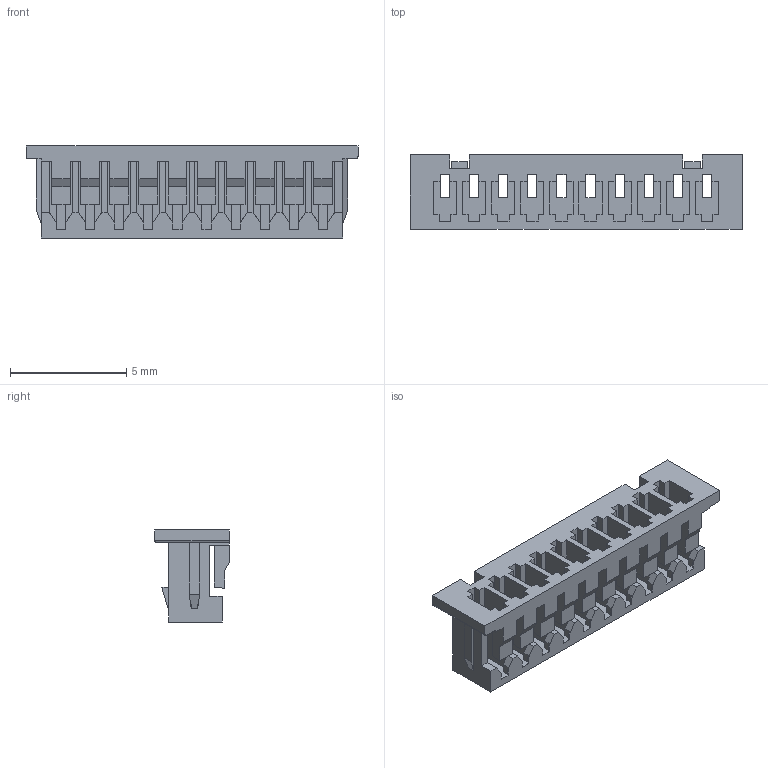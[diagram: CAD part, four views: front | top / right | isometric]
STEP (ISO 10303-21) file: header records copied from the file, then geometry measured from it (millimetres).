
FILE_DESCRIPTION(/* description */ ('Unknown'),/* implementation_level */ '2;1');
FILE_NAME(/* name */ '653010113322',/* time_stamp */ '2018-06-01T10:44:34+02:00',/* author */ ('Unknown'),/* organization */ ('Unknown'),/* preprocessor_version */ 'ST-DEVELOPER v16.7',/* originating_system */ 'DEX',/* authorisation */ $);
FILE_SCHEMA (('AP242_MANAGED_MODEL_BASED_3D_ENGINEERING_MIM_LF { 1 0 10303 442 1 1 4 }','AUTOMOTIVE_DESIGN {1 0 10303 214 3 1 1}'));
Length unit declared in the file: millimetre
Products named in the file (2): 6530xx113322; 653010113322
Assembly tree (1 placements, depth 2):
  6530xx113322
    653010113322
Bounding box: 14.25 x 3.2 x 3.95 mm (x, y, z)
Volume: 61.9 mm3; surface area: 421.2 mm2
Topology: 1 solids, 1 shells, 403 faces, 1245 edges, 816 vertices
Faces by surface type: plane 398, cylinder 5
Entity records: 13660 total; most frequent: ORIENTED_EDGE 2490, CARTESIAN_POINT 2466, DIRECTION 2063, EDGE_CURVE 1245, LINE 1237, VECTOR 1237, VERTEX_POINT 816, EDGE_LOOP 415
